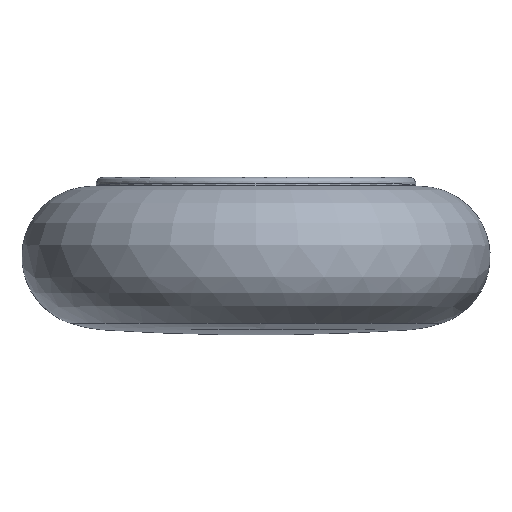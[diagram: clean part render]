
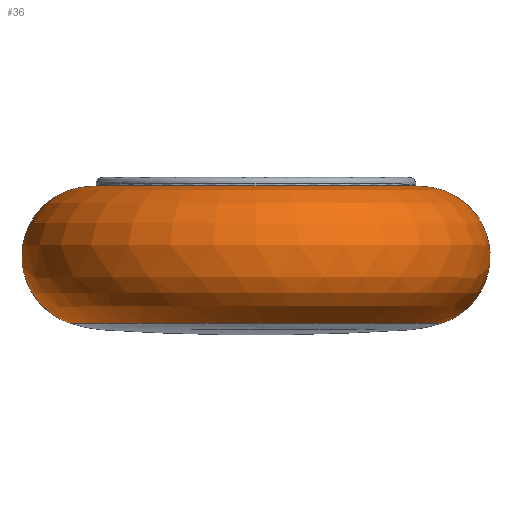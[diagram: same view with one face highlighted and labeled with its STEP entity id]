
A CAD part, top view. The second image highlights one B-rep face of the part: STEP entity #36.
In plain terms, the highlighted free-form (B-spline) face has degree [2, 2] with [5, 5] control points.
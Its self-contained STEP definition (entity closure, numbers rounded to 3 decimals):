
#36=ADVANCED_FACE('',(#106),#900,.T.);
#106=FACE_OUTER_BOUND('',#176,.T.);
#176=EDGE_LOOP('',(#266,#267,#268,#269));
#266=ORIENTED_EDGE('',*,*,#638,.T.);
#267=ORIENTED_EDGE('',*,*,#606,.T.);
#268=ORIENTED_EDGE('',*,*,#643,.F.);
#269=ORIENTED_EDGE('',*,*,#642,.F.);
#606=EDGE_CURVE('',#776,#777,#990,.T.);
#638=EDGE_CURVE('',#800,#776,#1018,.T.);
#642=EDGE_CURVE('',#800,#802,#1022,.T.);
#643=EDGE_CURVE('',#802,#777,#1023,.T.);
#776=VERTEX_POINT('',#1745);
#777=VERTEX_POINT('',#1746);
#800=VERTEX_POINT('',#1769);
#802=VERTEX_POINT('',#1771);
#900=(
BOUNDED_SURFACE()
B_SPLINE_SURFACE(2,2,((#1405,#1406,#1407,#1408,#1409),(#1410,#1411,#1412,
#1413,#1414),(#1415,#1416,#1417,#1418,#1419),(#1420,#1421,#1422,#1423,#1424),
(#1425,#1426,#1427,#1428,#1429)),.UNSPECIFIED.,.F.,.F.,.F.)
B_SPLINE_SURFACE_WITH_KNOTS((3,2,3),(3,2,3),(0.,154.522,309.044),
(0.,518.693,1037.386),.UNSPECIFIED.)
GEOMETRIC_REPRESENTATION_ITEM()
RATIONAL_B_SPLINE_SURFACE(((1.,0.707,1.,0.707,1.),
(0.76,0.538,0.76,0.538,
0.76),(1.,0.707,1.,0.707,1.),(0.76,
0.538,0.76,0.538,0.76),
(1.,0.707,1.,0.707,1.)))
REPRESENTATION_ITEM('')
SURFACE()
);
#990=(
BOUNDED_CURVE()
B_SPLINE_CURVE(2,(#1217,#1218,#1219,#1220,#1221),.UNSPECIFIED.,.F.,.F.)
B_SPLINE_CURVE_WITH_KNOTS((3,2,3),(0.,154.522,309.044),
.UNSPECIFIED.)
CURVE()
GEOMETRIC_REPRESENTATION_ITEM()
RATIONAL_B_SPLINE_CURVE((1.,0.76,1.,0.76,1.))
REPRESENTATION_ITEM('')
);
#1018=(
BOUNDED_CURVE()
B_SPLINE_CURVE(2,(#1337,#1338,#1339,#1340,#1341),.UNSPECIFIED.,.F.,.F.)
B_SPLINE_CURVE_WITH_KNOTS((3,2,3),(-550.329,-275.164,0.),
.UNSPECIFIED.)
CURVE()
GEOMETRIC_REPRESENTATION_ITEM()
RATIONAL_B_SPLINE_CURVE((1.,0.707,1.,0.707,1.))
REPRESENTATION_ITEM('')
);
#1022=(
BOUNDED_CURVE()
B_SPLINE_CURVE(2,(#1357,#1358,#1359,#1360,#1361),.UNSPECIFIED.,.F.,.F.)
B_SPLINE_CURVE_WITH_KNOTS((3,2,3),(0.,154.522,309.044),
.UNSPECIFIED.)
CURVE()
GEOMETRIC_REPRESENTATION_ITEM()
RATIONAL_B_SPLINE_CURVE((1.,0.76,1.,0.76,1.))
REPRESENTATION_ITEM('')
);
#1023=(
BOUNDED_CURVE()
B_SPLINE_CURVE(2,(#1362,#1363,#1364,#1365,#1366),.UNSPECIFIED.,.F.,.F.)
B_SPLINE_CURVE_WITH_KNOTS((3,2,3),(-1037.386,-518.693,0.),
.UNSPECIFIED.)
CURVE()
GEOMETRIC_REPRESENTATION_ITEM()
RATIONAL_B_SPLINE_CURVE((1.,0.707,1.,0.707,1.))
REPRESENTATION_ITEM('')
);
#1217=CARTESIAN_POINT('',(-8.66,-226.869,-184.543));
#1218=CARTESIAN_POINT('',(-72.796,-226.869,-184.543));
#1219=CARTESIAN_POINT('',(-82.814,-290.217,-184.543));
#1220=CARTESIAN_POINT('',(-92.832,-353.565,-184.543));
#1221=CARTESIAN_POINT('',(-31.826,-373.355,-184.543));
#1337=CARTESIAN_POINT('',(341.69,-226.869,-184.543));
#1338=CARTESIAN_POINT('',(341.69,-226.869,-9.368));
#1339=CARTESIAN_POINT('',(166.515,-226.869,-9.368));
#1340=CARTESIAN_POINT('',(-8.66,-226.869,-9.368));
#1341=CARTESIAN_POINT('',(-8.66,-226.869,-184.543));
#1357=CARTESIAN_POINT('',(341.69,-226.869,-184.543));
#1358=CARTESIAN_POINT('',(405.825,-226.869,-184.543));
#1359=CARTESIAN_POINT('',(415.843,-290.217,-184.543));
#1360=CARTESIAN_POINT('',(425.861,-353.565,-184.543));
#1361=CARTESIAN_POINT('',(364.855,-373.355,-184.543));
#1362=CARTESIAN_POINT('',(364.855,-373.355,-184.543));
#1363=CARTESIAN_POINT('',(364.855,-373.355,13.798));
#1364=CARTESIAN_POINT('',(166.515,-373.355,13.798));
#1365=CARTESIAN_POINT('',(-31.826,-373.355,13.798));
#1366=CARTESIAN_POINT('',(-31.826,-373.355,-184.543));
#1405=CARTESIAN_POINT('',(-8.66,-226.869,-184.543));
#1406=CARTESIAN_POINT('',(-8.66,-226.869,-9.368));
#1407=CARTESIAN_POINT('',(166.515,-226.869,-9.368));
#1408=CARTESIAN_POINT('',(341.69,-226.869,-9.368));
#1409=CARTESIAN_POINT('',(341.69,-226.869,-184.543));
#1410=CARTESIAN_POINT('',(-72.796,-226.869,-184.543));
#1411=CARTESIAN_POINT('',(-72.796,-226.869,54.768));
#1412=CARTESIAN_POINT('',(166.515,-226.869,54.768));
#1413=CARTESIAN_POINT('',(405.825,-226.869,54.768));
#1414=CARTESIAN_POINT('',(405.825,-226.869,-184.543));
#1415=CARTESIAN_POINT('',(-82.814,-290.217,-184.543));
#1416=CARTESIAN_POINT('',(-82.814,-290.217,64.786));
#1417=CARTESIAN_POINT('',(166.515,-290.217,64.786));
#1418=CARTESIAN_POINT('',(415.843,-290.217,64.786));
#1419=CARTESIAN_POINT('',(415.843,-290.217,-184.543));
#1420=CARTESIAN_POINT('',(-92.832,-353.565,-184.543));
#1421=CARTESIAN_POINT('',(-92.832,-353.565,74.804));
#1422=CARTESIAN_POINT('',(166.515,-353.565,74.804));
#1423=CARTESIAN_POINT('',(425.861,-353.565,74.804));
#1424=CARTESIAN_POINT('',(425.861,-353.565,-184.543));
#1425=CARTESIAN_POINT('',(-31.826,-373.355,-184.543));
#1426=CARTESIAN_POINT('',(-31.826,-373.355,13.798));
#1427=CARTESIAN_POINT('',(166.515,-373.355,13.798));
#1428=CARTESIAN_POINT('',(364.855,-373.355,13.798));
#1429=CARTESIAN_POINT('',(364.855,-373.355,-184.543));
#1745=CARTESIAN_POINT('',(-8.66,-226.869,-184.543));
#1746=CARTESIAN_POINT('',(-31.826,-373.355,-184.543));
#1769=CARTESIAN_POINT('',(341.69,-226.869,-184.543));
#1771=CARTESIAN_POINT('',(364.855,-373.355,-184.543));
